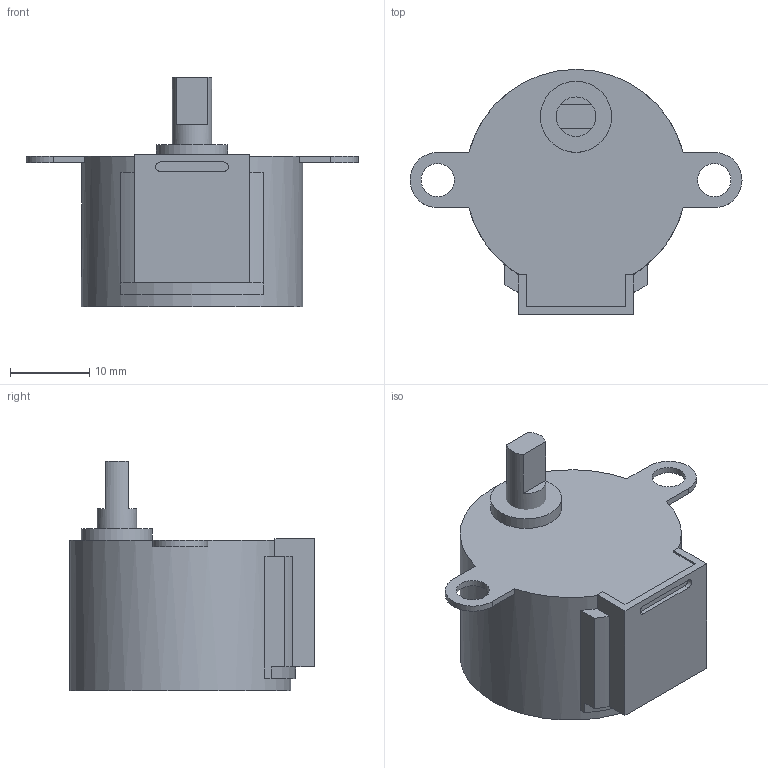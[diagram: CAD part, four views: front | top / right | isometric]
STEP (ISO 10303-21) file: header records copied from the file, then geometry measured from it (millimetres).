
FILE_DESCRIPTION(('FreeCAD Model'),'2;1');
FILE_NAME('28BYJ-48_Stepper_Motor.step', '2015-09-11T11:58:44',('Author'),(''), 'Open CASCADE STEP processor 6.8','FreeCAD','Unknown');
FILE_SCHEMA(('AUTOMOTIVE_DESIGN_CC2 { 1 2 10303 214 -1 1 5 4 }'));
Length unit declared in the file: millimetre
Products named in the file (2): ASSEMBLY; 28BYJ-48_final
Assembly tree (1 placements, depth 2):
  ASSEMBLY
    28BYJ-48_final
Bounding box: 42 x 31 x 29 mm (x, y, z)
Volume: 12992.1 mm3; surface area: 4340.4 mm2
Topology: 3 solids, 3 shells, 57 faces, 149 edges, 100 vertices
Faces by surface type: plane 44, cylinder 13
Full cylindrical faces by diameter (mm): 4.2 x2, 5 x1, 9 x1, 28 x1
Entity records: 4478 total; most frequent: CARTESIAN_POINT 1152, DIRECTION 516, ORIENTED_EDGE 298, PCURVE 298, DEFINITIONAL_REPRESENTATION 298, LINE 283, VECTOR 283, EDGE_CURVE 149
